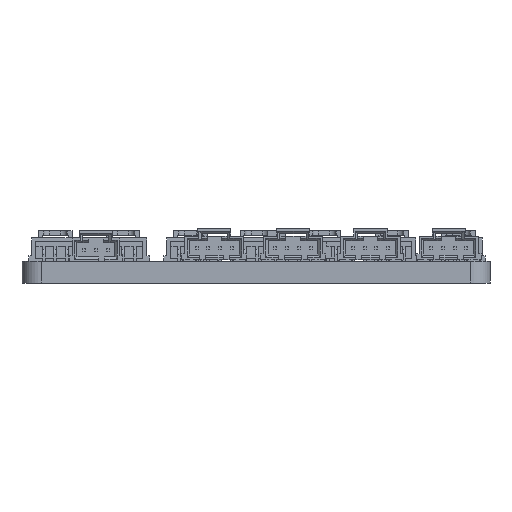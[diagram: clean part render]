
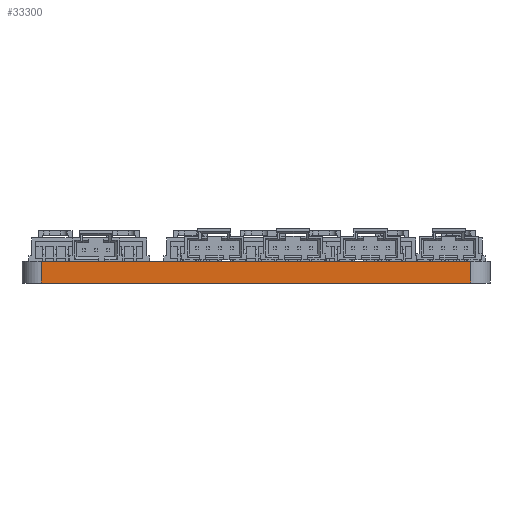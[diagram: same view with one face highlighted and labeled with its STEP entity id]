
A CAD part, left-side view. The second image highlights one B-rep face of the part: STEP entity #33300.
In plain terms, the highlighted planar face has unit normal (-1, 0, 0).
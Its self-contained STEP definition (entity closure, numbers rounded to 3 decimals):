
#22883 = PLANE('',#22884);
#22884 = AXIS2_PLACEMENT_3D('',#22885,#22886,#22887);
#22885 = CARTESIAN_POINT('',(46.849,-22.602,4.69));
#22886 = DIRECTION('',(-0.,-0.,-1.));
#22887 = DIRECTION('',(-1.,0.,0.));
#22911 = CYLINDRICAL_SURFACE('',#22912,4.165);
#22912 = AXIS2_PLACEMENT_3D('',#22913,#22914,#22915);
#22913 = CARTESIAN_POINT('',(-6.035,-68.603,0.));
#22914 = DIRECTION('',(-0.,-0.,-1.));
#22915 = DIRECTION('',(1.,0.,-0.));
#22937 = PLANE('',#22938);
#22938 = AXIS2_PLACEMENT_3D('',#22939,#22940,#22941);
#22939 = CARTESIAN_POINT('',(46.849,-22.602,0.));
#22940 = DIRECTION('',(-0.,-0.,-1.));
#22941 = DIRECTION('',(-1.,0.,0.));
#23038 = EDGE_CURVE('',#23039,#23041,#23043,.T.);
#23039 = VERTEX_POINT('',#23040);
#23040 = CARTESIAN_POINT('',(-10.2,-68.603,0.));
#23041 = VERTEX_POINT('',#23042);
#23042 = CARTESIAN_POINT('',(-10.2,-68.603,4.69));
#23043 = SURFACE_CURVE('',#23044,(#23048,#23055),.PCURVE_S1.);
#23044 = LINE('',#23045,#23046);
#23045 = CARTESIAN_POINT('',(-10.2,-68.603,0.));
#23046 = VECTOR('',#23047,1.);
#23047 = DIRECTION('',(0.,0.,1.));
#23048 = PCURVE('',#22911,#23049);
#23049 = DEFINITIONAL_REPRESENTATION('',(#23050),#23054);
#23050 = LINE('',#23051,#23052);
#23051 = CARTESIAN_POINT('',(-3.142,0.));
#23052 = VECTOR('',#23053,1.);
#23053 = DIRECTION('',(-0.,-1.));
#23054 = ( GEOMETRIC_REPRESENTATION_CONTEXT(2) 
PARAMETRIC_REPRESENTATION_CONTEXT() REPRESENTATION_CONTEXT('2D SPACE',''
  ) );
#23055 = PCURVE('',#23056,#23061);
#23056 = PLANE('',#23057);
#23057 = AXIS2_PLACEMENT_3D('',#23058,#23059,#23060);
#23058 = CARTESIAN_POINT('',(-10.2,-68.603,0.));
#23059 = DIRECTION('',(-1.,0.,0.));
#23060 = DIRECTION('',(0.,1.,0.));
#23061 = DEFINITIONAL_REPRESENTATION('',(#23062),#23066);
#23062 = LINE('',#23063,#23064);
#23063 = CARTESIAN_POINT('',(0.,0.));
#23064 = VECTOR('',#23065,1.);
#23065 = DIRECTION('',(0.,-1.));
#23066 = ( GEOMETRIC_REPRESENTATION_CONTEXT(2) 
PARAMETRIC_REPRESENTATION_CONTEXT() REPRESENTATION_CONTEXT('2D SPACE',''
  ) );
#23126 = EDGE_CURVE('',#23039,#23127,#23129,.T.);
#23127 = VERTEX_POINT('',#23128);
#23128 = CARTESIAN_POINT('',(-10.2,23.398,0.));
#23129 = SURFACE_CURVE('',#23130,(#23134,#23141),.PCURVE_S1.);
#23130 = LINE('',#23131,#23132);
#23131 = CARTESIAN_POINT('',(-10.2,-68.603,0.));
#23132 = VECTOR('',#23133,1.);
#23133 = DIRECTION('',(0.,1.,0.));
#23134 = PCURVE('',#22937,#23135);
#23135 = DEFINITIONAL_REPRESENTATION('',(#23136),#23140);
#23136 = LINE('',#23137,#23138);
#23137 = CARTESIAN_POINT('',(57.049,-46.001));
#23138 = VECTOR('',#23139,1.);
#23139 = DIRECTION('',(0.,1.));
#23140 = ( GEOMETRIC_REPRESENTATION_CONTEXT(2) 
PARAMETRIC_REPRESENTATION_CONTEXT() REPRESENTATION_CONTEXT('2D SPACE',''
  ) );
#23141 = PCURVE('',#23056,#23142);
#23142 = DEFINITIONAL_REPRESENTATION('',(#23143),#23147);
#23143 = LINE('',#23144,#23145);
#23144 = CARTESIAN_POINT('',(0.,0.));
#23145 = VECTOR('',#23146,1.);
#23146 = DIRECTION('',(1.,0.));
#23147 = ( GEOMETRIC_REPRESENTATION_CONTEXT(2) 
PARAMETRIC_REPRESENTATION_CONTEXT() REPRESENTATION_CONTEXT('2D SPACE',''
  ) );
#23170 = CYLINDRICAL_SURFACE('',#23171,4.166);
#23171 = AXIS2_PLACEMENT_3D('',#23172,#23173,#23174);
#23172 = CARTESIAN_POINT('',(-6.035,23.398,0.));
#23173 = DIRECTION('',(-0.,-0.,-1.));
#23174 = DIRECTION('',(1.,0.,-0.));
#28590 = EDGE_CURVE('',#23041,#28591,#28593,.T.);
#28591 = VERTEX_POINT('',#28592);
#28592 = CARTESIAN_POINT('',(-10.2,23.398,4.69));
#28593 = SURFACE_CURVE('',#28594,(#28598,#28605),.PCURVE_S1.);
#28594 = LINE('',#28595,#28596);
#28595 = CARTESIAN_POINT('',(-10.2,-68.603,4.69));
#28596 = VECTOR('',#28597,1.);
#28597 = DIRECTION('',(0.,1.,0.));
#28598 = PCURVE('',#22883,#28599);
#28599 = DEFINITIONAL_REPRESENTATION('',(#28600),#28604);
#28600 = LINE('',#28601,#28602);
#28601 = CARTESIAN_POINT('',(57.049,-46.001));
#28602 = VECTOR('',#28603,1.);
#28603 = DIRECTION('',(0.,1.));
#28604 = ( GEOMETRIC_REPRESENTATION_CONTEXT(2) 
PARAMETRIC_REPRESENTATION_CONTEXT() REPRESENTATION_CONTEXT('2D SPACE',''
  ) );
#28605 = PCURVE('',#23056,#28606);
#28606 = DEFINITIONAL_REPRESENTATION('',(#28607),#28611);
#28607 = LINE('',#28608,#28609);
#28608 = CARTESIAN_POINT('',(0.,-4.69));
#28609 = VECTOR('',#28610,1.);
#28610 = DIRECTION('',(1.,0.));
#28611 = ( GEOMETRIC_REPRESENTATION_CONTEXT(2) 
PARAMETRIC_REPRESENTATION_CONTEXT() REPRESENTATION_CONTEXT('2D SPACE',''
  ) );
#33300 = ADVANCED_FACE('',(#33301),#23056,.T.);
#33301 = FACE_BOUND('',#33302,.T.);
#33302 = EDGE_LOOP('',(#33303,#33304,#33305,#33326));
#33303 = ORIENTED_EDGE('',*,*,#23038,.T.);
#33304 = ORIENTED_EDGE('',*,*,#28590,.T.);
#33305 = ORIENTED_EDGE('',*,*,#33306,.F.);
#33306 = EDGE_CURVE('',#23127,#28591,#33307,.T.);
#33307 = SURFACE_CURVE('',#33308,(#33312,#33319),.PCURVE_S1.);
#33308 = LINE('',#33309,#33310);
#33309 = CARTESIAN_POINT('',(-10.2,23.398,0.));
#33310 = VECTOR('',#33311,1.);
#33311 = DIRECTION('',(0.,0.,1.));
#33312 = PCURVE('',#23056,#33313);
#33313 = DEFINITIONAL_REPRESENTATION('',(#33314),#33318);
#33314 = LINE('',#33315,#33316);
#33315 = CARTESIAN_POINT('',(92.001,0.));
#33316 = VECTOR('',#33317,1.);
#33317 = DIRECTION('',(0.,-1.));
#33318 = ( GEOMETRIC_REPRESENTATION_CONTEXT(2) 
PARAMETRIC_REPRESENTATION_CONTEXT() REPRESENTATION_CONTEXT('2D SPACE',''
  ) );
#33319 = PCURVE('',#23170,#33320);
#33320 = DEFINITIONAL_REPRESENTATION('',(#33321),#33325);
#33321 = LINE('',#33322,#33323);
#33322 = CARTESIAN_POINT('',(-3.142,0.));
#33323 = VECTOR('',#33324,1.);
#33324 = DIRECTION('',(-0.,-1.));
#33325 = ( GEOMETRIC_REPRESENTATION_CONTEXT(2) 
PARAMETRIC_REPRESENTATION_CONTEXT() REPRESENTATION_CONTEXT('2D SPACE',''
  ) );
#33326 = ORIENTED_EDGE('',*,*,#23126,.F.);
